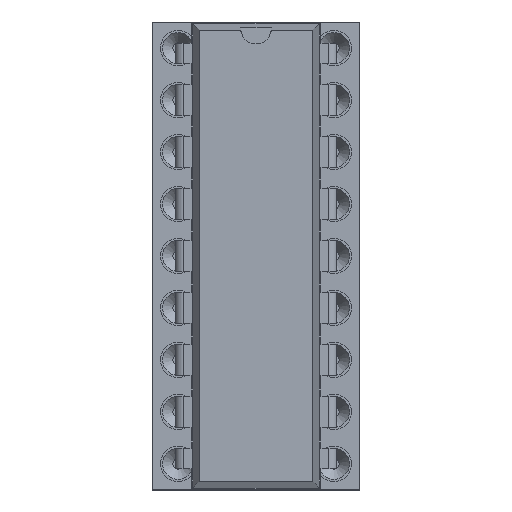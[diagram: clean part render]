
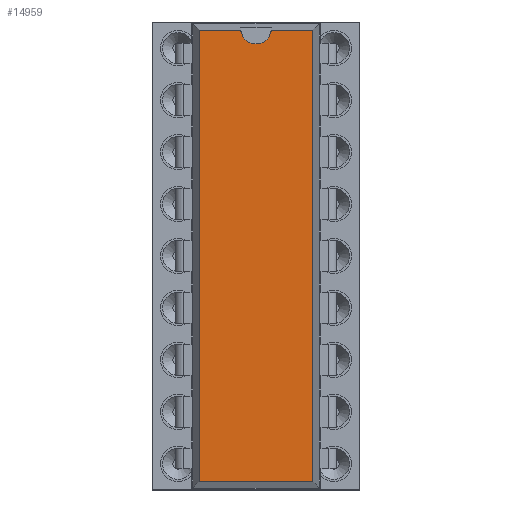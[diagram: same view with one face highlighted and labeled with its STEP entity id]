
A CAD part, top view. The second image highlights one B-rep face of the part: STEP entity #14959.
In plain terms, the highlighted planar face has unit normal (0, 0, 1).
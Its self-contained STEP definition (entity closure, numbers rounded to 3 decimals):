
#11012 = VERTEX_POINT('',#11013);
#11013 = CARTESIAN_POINT('',(6.586,0.871,7.28));
#11018 = EDGE_CURVE('',#11019,#11012,#11021,.T.);
#11019 = VERTEX_POINT('',#11020);
#11020 = CARTESIAN_POINT('',(6.586,-21.191,7.28));
#11021 = LINE('',#11022,#11023);
#11022 = CARTESIAN_POINT('',(6.586,-21.191,7.28));
#11023 = VECTOR('',#11024,1.);
#11024 = DIRECTION('',(0.,1.,0.));
#12778 = VERTEX_POINT('',#12779);
#12779 = CARTESIAN_POINT('',(1.034,0.871,7.28));
#12784 = EDGE_CURVE('',#12785,#12778,#12787,.T.);
#12785 = VERTEX_POINT('',#12786);
#12786 = CARTESIAN_POINT('',(3.064,0.871,7.28));
#12787 = LINE('',#12788,#12789);
#12788 = CARTESIAN_POINT('',(6.586,0.871,7.28));
#12789 = VECTOR('',#12790,1.);
#12790 = DIRECTION('',(-1.,0.,0.));
#13005 = VERTEX_POINT('',#13006);
#13006 = CARTESIAN_POINT('',(4.556,0.871,7.28));
#13110 = EDGE_CURVE('',#11012,#13005,#13111,.T.);
#13111 = LINE('',#13112,#13113);
#13112 = CARTESIAN_POINT('',(6.586,0.871,7.28));
#13113 = VECTOR('',#13114,1.);
#13114 = DIRECTION('',(-1.,0.,0.));
#13189 = VERTEX_POINT('',#13190);
#13190 = CARTESIAN_POINT('',(1.034,-21.191,7.28));
#13195 = EDGE_CURVE('',#12778,#13189,#13196,.T.);
#13196 = LINE('',#13197,#13198);
#13197 = CARTESIAN_POINT('',(1.034,0.871,7.28));
#13198 = VECTOR('',#13199,1.);
#13199 = DIRECTION('',(0.,-1.,0.));
#14948 = EDGE_CURVE('',#13189,#11019,#14949,.T.);
#14949 = LINE('',#14950,#14951);
#14950 = CARTESIAN_POINT('',(1.034,-21.191,7.28));
#14951 = VECTOR('',#14952,1.);
#14952 = DIRECTION('',(1.,0.,0.));
#14959 = ADVANCED_FACE('',(#14960),#14983,.F.);
#14960 = FACE_BOUND('',#14961,.F.);
#14961 = EDGE_LOOP('',(#14962,#14963,#14964,#14965,#14966,#14975,#14982)
  );
#14962 = ORIENTED_EDGE('',*,*,#11018,.F.);
#14963 = ORIENTED_EDGE('',*,*,#14948,.F.);
#14964 = ORIENTED_EDGE('',*,*,#13195,.F.);
#14965 = ORIENTED_EDGE('',*,*,#12784,.F.);
#14966 = ORIENTED_EDGE('',*,*,#14967,.F.);
#14967 = EDGE_CURVE('',#14968,#12785,#14970,.T.);
#14968 = VERTEX_POINT('',#14969);
#14969 = CARTESIAN_POINT('',(3.81,0.196,7.28));
#14970 = CIRCLE('',#14971,0.75);
#14971 = AXIS2_PLACEMENT_3D('',#14972,#14973,#14974);
#14972 = CARTESIAN_POINT('',(3.81,0.946,7.28));
#14973 = DIRECTION('',(0.,0.,-1.));
#14974 = DIRECTION('',(0.,-1.,0.));
#14975 = ORIENTED_EDGE('',*,*,#14976,.F.);
#14976 = EDGE_CURVE('',#13005,#14968,#14977,.T.);
#14977 = CIRCLE('',#14978,0.75);
#14978 = AXIS2_PLACEMENT_3D('',#14979,#14980,#14981);
#14979 = CARTESIAN_POINT('',(3.81,0.946,7.28));
#14980 = DIRECTION('',(0.,0.,-1.));
#14981 = DIRECTION('',(0.,-1.,0.));
#14982 = ORIENTED_EDGE('',*,*,#13110,.F.);
#14983 = PLANE('',#14984);
#14984 = AXIS2_PLACEMENT_3D('',#14985,#14986,#14987);
#14985 = CARTESIAN_POINT('',(6.586,-21.191,7.28));
#14986 = DIRECTION('',(0.,0.,-1.));
#14987 = DIRECTION('',(-0.244,0.97,0.));
